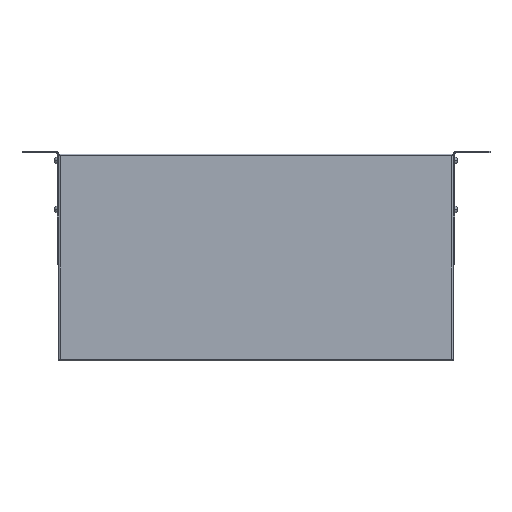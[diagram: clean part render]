
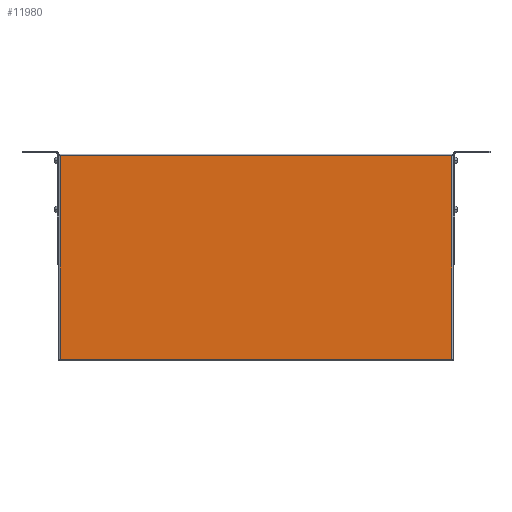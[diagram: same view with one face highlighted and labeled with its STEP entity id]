
A CAD part, front view. The second image highlights one B-rep face of the part: STEP entity #11980.
In plain terms, the highlighted planar face has unit normal (0, -1, 0).
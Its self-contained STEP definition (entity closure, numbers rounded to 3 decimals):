
#79 = EDGE_LOOP ( 'NONE', ( #9111, #11327, #13058, #3792 ) ) ;
#646 = DIRECTION ( 'NONE',  ( -1., 0., 0. ) ) ;
#1519 = CARTESIAN_POINT ( 'NONE',  ( 201., -20., -104.5 ) ) ;
#1544 = LINE ( 'NONE', #10617, #7983 ) ;
#1553 = DIRECTION ( 'NONE',  ( 0., -1., 0. ) ) ;
#1605 = VERTEX_POINT ( 'NONE', #12688 ) ;
#2568 = EDGE_CURVE ( 'NONE', #1605, #8454, #6559, .T. ) ;
#2965 = CARTESIAN_POINT ( 'NONE',  ( 0., -20., 104.5 ) ) ;
#3792 = ORIENTED_EDGE ( 'NONE', *, *, #7535, .T. ) ;
#5905 = DIRECTION ( 'NONE',  ( 0., 0., 1. ) ) ;
#6559 = LINE ( 'NONE', #14747, #10354 ) ;
#7535 = EDGE_CURVE ( 'NONE', #10394, #10539, #1544, .T. ) ;
#7983 = VECTOR ( 'NONE', #5905, 1000. ) ;
#8454 = VERTEX_POINT ( 'NONE', #15123 ) ;
#8701 = CARTESIAN_POINT ( 'NONE',  ( 201., -20., 104.5 ) ) ;
#8828 = VECTOR ( 'NONE', #10198, 1000. ) ;
#8954 = AXIS2_PLACEMENT_3D ( 'NONE', #11281, #1553, #13985 ) ;
#9064 = LINE ( 'NONE', #12665, #8828 ) ;
#9111 = ORIENTED_EDGE ( 'NONE', *, *, #12002, .T. ) ;
#10198 = DIRECTION ( 'NONE',  ( 1., 0., 0. ) ) ;
#10354 = VECTOR ( 'NONE', #11939, 1000. ) ;
#10394 = VERTEX_POINT ( 'NONE', #1519 ) ;
#10539 = VERTEX_POINT ( 'NONE', #8701 ) ;
#10617 = CARTESIAN_POINT ( 'NONE',  ( 201., -20., 0. ) ) ;
#10688 = LINE ( 'NONE', #2965, #10922 ) ;
#10922 = VECTOR ( 'NONE', #646, 1000. ) ;
#11278 = EDGE_CURVE ( 'NONE', #8454, #10394, #9064, .T. ) ;
#11281 = CARTESIAN_POINT ( 'NONE',  ( 0., -20., 0. ) ) ;
#11327 = ORIENTED_EDGE ( 'NONE', *, *, #2568, .T. ) ;
#11939 = DIRECTION ( 'NONE',  ( 0., 0., -1. ) ) ;
#11980 = ADVANCED_FACE ( 'NONE', ( #12941 ), #13605, .T. ) ;
#12002 = EDGE_CURVE ( 'NONE', #10539, #1605, #10688, .T. ) ;
#12665 = CARTESIAN_POINT ( 'NONE',  ( 0., -20., -104.5 ) ) ;
#12688 = CARTESIAN_POINT ( 'NONE',  ( -201., -20., 104.5 ) ) ;
#12941 = FACE_OUTER_BOUND ( 'NONE', #79, .T. ) ;
#13058 = ORIENTED_EDGE ( 'NONE', *, *, #11278, .T. ) ;
#13605 = PLANE ( 'NONE',  #8954 ) ;
#13985 = DIRECTION ( 'NONE',  ( 0., 0., -1. ) ) ;
#14747 = CARTESIAN_POINT ( 'NONE',  ( -201., -20., 0. ) ) ;
#15123 = CARTESIAN_POINT ( 'NONE',  ( -201., -20., -104.5 ) ) ;
